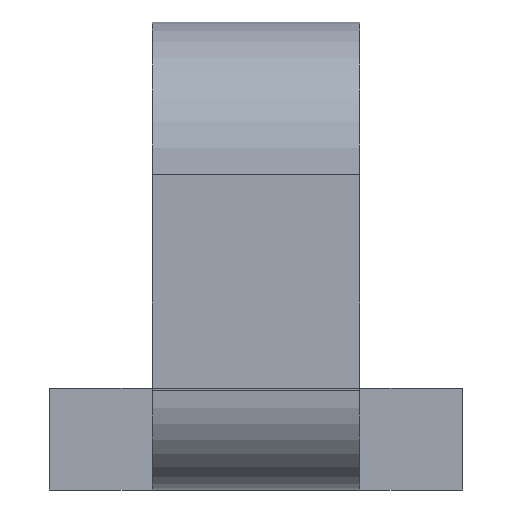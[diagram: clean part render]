
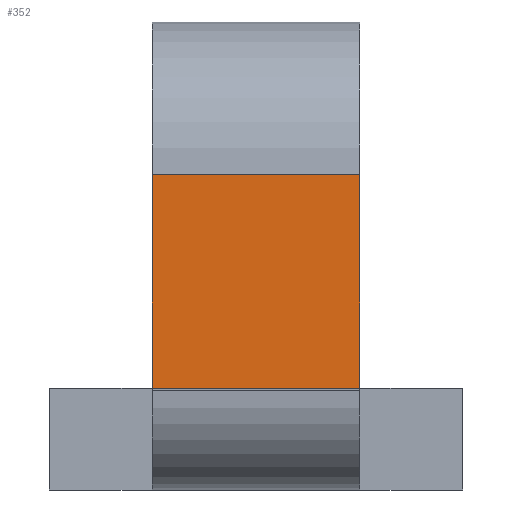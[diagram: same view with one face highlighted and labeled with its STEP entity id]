
A CAD part, left-side view. The second image highlights one B-rep face of the part: STEP entity #352.
In plain terms, the highlighted planar face has unit normal (-1, 0, 0).
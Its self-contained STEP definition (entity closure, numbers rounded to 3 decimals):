
#22 = VERTEX_POINT('',#23);
#23 = CARTESIAN_POINT('',(-1.9,0.51,0.5));
#79 = VERTEX_POINT('',#80);
#80 = CARTESIAN_POINT('',(-1.9,-0.51,0.5));
#95 = EDGE_CURVE('',#79,#22,#96,.T.);
#96 = LINE('',#97,#98);
#97 = CARTESIAN_POINT('',(-1.9,-0.51,0.5));
#98 = VECTOR('',#99,1.);
#99 = DIRECTION('',(0.,1.,0.));
#134 = EDGE_CURVE('',#22,#135,#137,.T.);
#135 = VERTEX_POINT('',#136);
#136 = CARTESIAN_POINT('',(-1.9,0.51,1.55));
#137 = LINE('',#138,#139);
#138 = CARTESIAN_POINT('',(-1.9,0.51,0.5));
#139 = VECTOR('',#140,1.);
#140 = DIRECTION('',(0.,0.,1.));
#352 = ADVANCED_FACE('',(#353),#371,.T.);
#353 = FACE_BOUND('',#354,.T.);
#354 = EDGE_LOOP('',(#355,#363,#369,#370));
#355 = ORIENTED_EDGE('',*,*,#356,.T.);
#356 = EDGE_CURVE('',#79,#357,#359,.T.);
#357 = VERTEX_POINT('',#358);
#358 = CARTESIAN_POINT('',(-1.9,-0.51,1.55));
#359 = LINE('',#360,#361);
#360 = CARTESIAN_POINT('',(-1.9,-0.51,0.5));
#361 = VECTOR('',#362,1.);
#362 = DIRECTION('',(0.,0.,1.));
#363 = ORIENTED_EDGE('',*,*,#364,.T.);
#364 = EDGE_CURVE('',#357,#135,#365,.T.);
#365 = LINE('',#366,#367);
#366 = CARTESIAN_POINT('',(-1.9,-0.51,1.55));
#367 = VECTOR('',#368,1.);
#368 = DIRECTION('',(0.,1.,0.));
#369 = ORIENTED_EDGE('',*,*,#134,.F.);
#370 = ORIENTED_EDGE('',*,*,#95,.F.);
#371 = PLANE('',#372);
#372 = AXIS2_PLACEMENT_3D('',#373,#374,#375);
#373 = CARTESIAN_POINT('',(-1.9,-0.51,0.5));
#374 = DIRECTION('',(-1.,0.,0.));
#375 = DIRECTION('',(0.,1.,0.));
